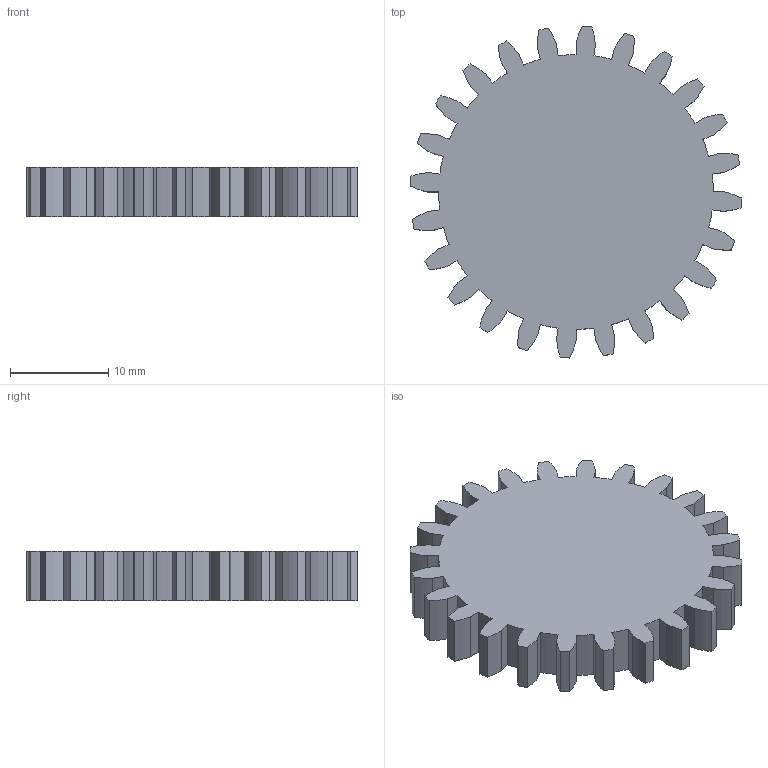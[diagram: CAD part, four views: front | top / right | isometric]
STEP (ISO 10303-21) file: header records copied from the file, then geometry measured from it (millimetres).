
FILE_DESCRIPTION((''),'2;1');
FILE_NAME('PLANET_NO_2','2021-02-15T18:08:09',('TINH LE'),(''),'CREO PARAMETRIC BY PTC INC, 2020154','CREO PARAMETRIC BY PTC INC, 2020154','');
FILE_SCHEMA(('CONFIG_CONTROL_DESIGN'));
Length unit declared in the file: millimetre
Products named in the file (1): PLANET_NO_2
Bounding box: 33.84 x 33.84 x 5 mm (x, y, z)
Volume: 3679 mm3; surface area: 2537.3 mm2
Topology: 1 solids, 1 shells, 146 faces, 432 edges, 288 vertices
Faces by surface type: plane 50, cylinder 48, extrusion 48
Entity records: 5102 total; most frequent: CARTESIAN_POINT 1250, ORIENTED_EDGE 864, DIRECTION 676, EDGE_CURVE 432, VECTOR 288, VERTEX_POINT 288, LINE 240, AXIS2_PLACEMENT_3D 194
